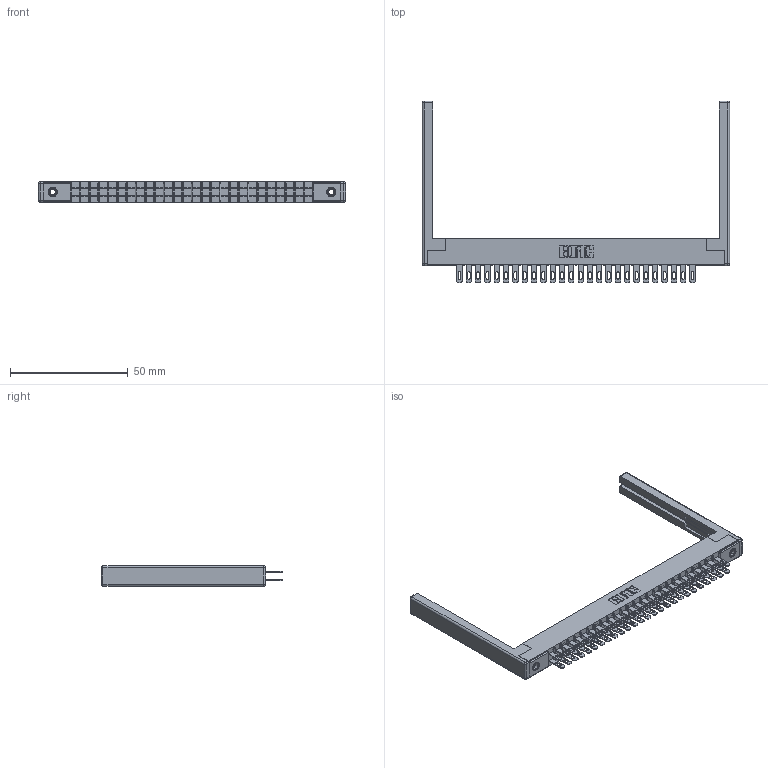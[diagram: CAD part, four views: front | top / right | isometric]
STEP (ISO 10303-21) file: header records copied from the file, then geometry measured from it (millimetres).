
FILE_DESCRIPTION (( 'STEP AP203' ), '1' );
FILE_NAME ('355-052-500-568.STEP', '2019-09-11T16:16:15', ( '' ), ( '' ), 'SwSTEP 2.0', 'SolidWorks 2016', '' );
FILE_SCHEMA (( 'CONFIG_CONTROL_DESIGN' ));
Length unit declared in the file: inch
Products named in the file (5): 355-052-500-568; 345-250-001_345-250-001-102; 307-220-068; 305 Part_.156 Dia; 305-290-001_500
Assembly tree (57 placements, depth 2):
  355-052-500-568
    305 Part_.156 Dia
    305-290-001_500  x52
    345-250-001_345-250-001-102  x2
    307-220-068  x2
Bounding box: 130.45 x 77.14 x 8.71 mm (x, y, z)
Volume: 12547.9 mm3; surface area: 21046.9 mm2
Topology: 57 solids, 57 shells, 2870 faces, 8168 edges, 5284 vertices
Faces by surface type: plane 1612, cylinder 1130, sphere 112, cone 12, torus 4
Entity records: 32880 total; most frequent: CARTESIAN_POINT 5413, ORIENTED_EDGE 5362, DIRECTION 5271, EDGE_CURVE 2681, VECTOR 2139, LINE 2139, VERTEX_POINT 1708, AXIS2_PLACEMENT_3D 1566
